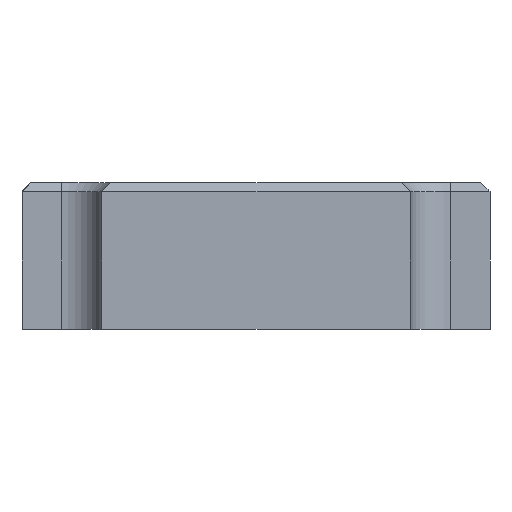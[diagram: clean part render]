
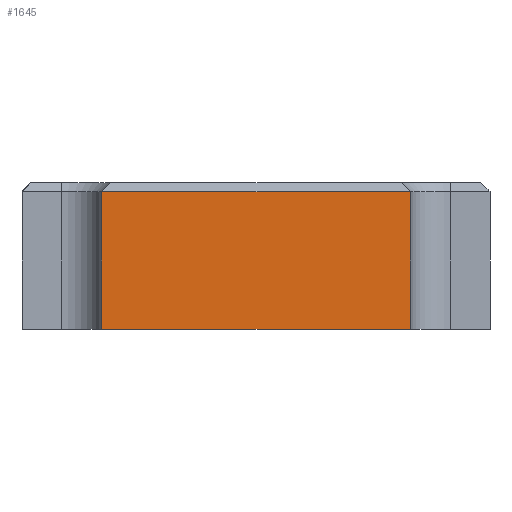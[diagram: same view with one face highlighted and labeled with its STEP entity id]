
A CAD part, left-side view. The second image highlights one B-rep face of the part: STEP entity #1645.
In plain terms, the highlighted planar face has unit normal (-1, 0, 0).
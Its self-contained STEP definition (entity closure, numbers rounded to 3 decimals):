
#80 = EDGE_CURVE ( 'NONE', #3509, #679, #2051, .T. ) ;
#132 = CARTESIAN_POINT ( 'NONE',  ( -63., 25.75, 21.5 ) ) ;
#252 = DIRECTION ( 'NONE',  ( 0., 0., -1. ) ) ;
#448 = CARTESIAN_POINT ( 'NONE',  ( -63., 25.75, 21.5 ) ) ;
#614 = VERTEX_POINT ( 'NONE', #448 ) ;
#659 = EDGE_LOOP ( 'NONE', ( #3192, #1620, #3178, #1142 ) ) ;
#679 = VERTEX_POINT ( 'NONE', #704 ) ;
#704 = CARTESIAN_POINT ( 'NONE',  ( -63., 25.75, -1.4 ) ) ;
#763 = DIRECTION ( 'NONE',  ( 0., 1., 0. ) ) ;
#788 = VECTOR ( 'NONE', #890, 1000. ) ;
#862 = CARTESIAN_POINT ( 'NONE',  ( -63., -25.75, 21.5 ) ) ;
#890 = DIRECTION ( 'NONE',  ( 0., 0., -1. ) ) ;
#1125 = CARTESIAN_POINT ( 'NONE',  ( -63., 25.75, 23. ) ) ;
#1142 = ORIENTED_EDGE ( 'NONE', *, *, #1252, .T. ) ;
#1166 = CARTESIAN_POINT ( 'NONE',  ( -63., -25.75, 23. ) ) ;
#1252 = EDGE_CURVE ( 'NONE', #614, #679, #1676, .T. ) ;
#1359 = VECTOR ( 'NONE', #3506, 1000. ) ;
#1433 = CARTESIAN_POINT ( 'NONE',  ( -63., 25.75, 23. ) ) ;
#1620 = ORIENTED_EDGE ( 'NONE', *, *, #1801, .F. ) ;
#1645 = ADVANCED_FACE ( 'NONE', ( #2544 ), #2314, .F. ) ;
#1676 = LINE ( 'NONE', #1433, #788 ) ;
#1745 = VERTEX_POINT ( 'NONE', #862 ) ;
#1762 = LINE ( 'NONE', #132, #3314 ) ;
#1801 = EDGE_CURVE ( 'NONE', #1745, #3509, #3445, .T. ) ;
#2051 = LINE ( 'NONE', #2947, #1359 ) ;
#2104 = EDGE_CURVE ( 'NONE', #1745, #614, #1762, .T. ) ;
#2314 = PLANE ( 'NONE',  #3206 ) ;
#2544 = FACE_OUTER_BOUND ( 'NONE', #659, .T. ) ;
#2582 = DIRECTION ( 'NONE',  ( 1., 0., 0. ) ) ;
#2947 = CARTESIAN_POINT ( 'NONE',  ( -63., -25.75, -1.4 ) ) ;
#3042 = VECTOR ( 'NONE', #252, 1000. ) ;
#3159 = DIRECTION ( 'NONE',  ( 0., 1., 0. ) ) ;
#3178 = ORIENTED_EDGE ( 'NONE', *, *, #2104, .T. ) ;
#3192 = ORIENTED_EDGE ( 'NONE', *, *, #80, .F. ) ;
#3206 = AXIS2_PLACEMENT_3D ( 'NONE', #1125, #2582, #3159 ) ;
#3314 = VECTOR ( 'NONE', #763, 1000. ) ;
#3414 = CARTESIAN_POINT ( 'NONE',  ( -63., -25.75, -1.4 ) ) ;
#3445 = LINE ( 'NONE', #1166, #3042 ) ;
#3506 = DIRECTION ( 'NONE',  ( 0., 1., 0. ) ) ;
#3509 = VERTEX_POINT ( 'NONE', #3414 ) ;
